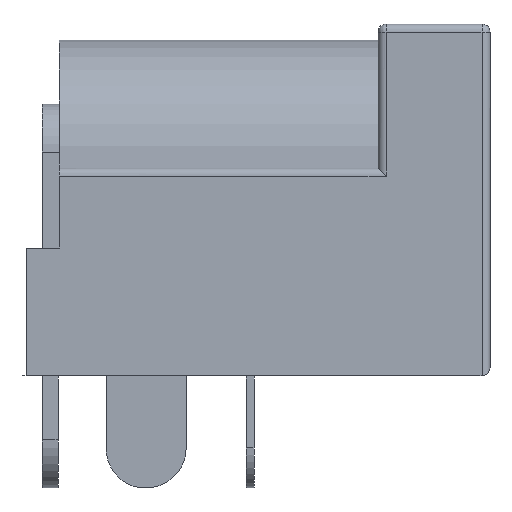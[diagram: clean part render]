
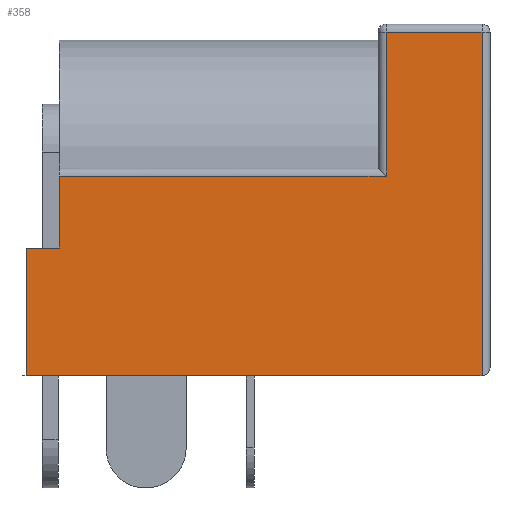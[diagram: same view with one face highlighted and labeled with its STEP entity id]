
A CAD part, front view. The second image highlights one B-rep face of the part: STEP entity #358.
In plain terms, the highlighted planar face has unit normal (0, -1, 0).
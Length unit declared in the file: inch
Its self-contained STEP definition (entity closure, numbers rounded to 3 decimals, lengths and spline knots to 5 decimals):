
#13 = EDGE_CURVE ( 'NONE', #2387, #1128, #2080, .T. ) ;
#50 = EDGE_CURVE ( 'NONE', #75, #730, #1132, .T. ) ;
#75 = VERTEX_POINT ( 'NONE', #2268 ) ;
#94 = FACE_OUTER_BOUND ( 'NONE', #1140, .T. ) ;
#131 = ORIENTED_EDGE ( 'NONE', *, *, #1420, .T. ) ;
#173 = CARTESIAN_POINT ( 'NONE',  ( 0.5315, -0.17717, 0.42323 ) ) ;
#198 = LINE ( 'NONE', #2310, #1538 ) ;
#358 = ADVANCED_FACE ( 'NONE', ( #94 ), #2002, .F. ) ;
#391 = VECTOR ( 'NONE', #1736, 39.37008 ) ;
#431 = LINE ( 'NONE', #1206, #830 ) ;
#474 = EDGE_CURVE ( 'NONE', #730, #556, #198, .T. ) ;
#549 = CARTESIAN_POINT ( 'NONE',  ( 0.01133, -0.17717, 0.15748 ) ) ;
#556 = VERTEX_POINT ( 'NONE', #549 ) ;
#598 = LINE ( 'NONE', #1176, #2161 ) ;
#635 = DIRECTION ( 'NONE',  ( -1., 0., 0. ) ) ;
#663 = EDGE_CURVE ( 'NONE', #1128, #1409, #431, .T. ) ;
#685 = CARTESIAN_POINT ( 'NONE',  ( 0.5315, -0.17717, 0. ) ) ;
#716 = CARTESIAN_POINT ( 'NONE',  ( -0.02953, -0.17717, 0.15748 ) ) ;
#724 = ORIENTED_EDGE ( 'NONE', *, *, #1374, .T. ) ;
#727 = VERTEX_POINT ( 'NONE', #1825 ) ;
#730 = VERTEX_POINT ( 'NONE', #2199 ) ;
#766 = CARTESIAN_POINT ( 'NONE',  ( -0.02953, -0.17717, 0. ) ) ;
#803 = VERTEX_POINT ( 'NONE', #766 ) ;
#830 = VECTOR ( 'NONE', #635, 39.37008 ) ;
#882 = DIRECTION ( 'NONE',  ( 0., 0., -1. ) ) ;
#990 = ORIENTED_EDGE ( 'NONE', *, *, #474, .T. ) ;
#1128 = VERTEX_POINT ( 'NONE', #173 ) ;
#1132 = LINE ( 'NONE', #1331, #391 ) ;
#1140 = EDGE_LOOP ( 'NONE', ( #724, #1502, #990, #1169, #131, #1334, #1446, #2144 ) ) ;
#1154 = VECTOR ( 'NONE', #882, 39.37008 ) ;
#1169 = ORIENTED_EDGE ( 'NONE', *, *, #2102, .T. ) ;
#1176 = CARTESIAN_POINT ( 'NONE',  ( 0.01133, -0.17717, 0.15748 ) ) ;
#1201 = VECTOR ( 'NONE', #1342, 39.37008 ) ;
#1206 = CARTESIAN_POINT ( 'NONE',  ( 0.5315, -0.17717, 0.42323 ) ) ;
#1207 = DIRECTION ( 'NONE',  ( -1., 0., 0. ) ) ;
#1305 = CARTESIAN_POINT ( 'NONE',  ( 0.41339, -0.17717, 0.42323 ) ) ;
#1331 = CARTESIAN_POINT ( 'NONE',  ( 0.41339, -0.17717, 0.24606 ) ) ;
#1334 = ORIENTED_EDGE ( 'NONE', *, *, #1772, .F. ) ;
#1342 = DIRECTION ( 'NONE',  ( 0., 0., 1. ) ) ;
#1374 = EDGE_CURVE ( 'NONE', #1409, #75, #2232, .T. ) ;
#1375 = AXIS2_PLACEMENT_3D ( 'NONE', #1666, #1482, #1989 ) ;
#1409 = VERTEX_POINT ( 'NONE', #1305 ) ;
#1420 = EDGE_CURVE ( 'NONE', #727, #803, #1701, .T. ) ;
#1442 = VECTOR ( 'NONE', #1449, 39.37008 ) ;
#1446 = ORIENTED_EDGE ( 'NONE', *, *, #13, .T. ) ;
#1449 = DIRECTION ( 'NONE',  ( 0., 0., -1. ) ) ;
#1482 = DIRECTION ( 'NONE',  ( 0., 1., 0. ) ) ;
#1502 = ORIENTED_EDGE ( 'NONE', *, *, #50, .T. ) ;
#1519 = CARTESIAN_POINT ( 'NONE',  ( 0.5315, -0.17717, 0. ) ) ;
#1538 = VECTOR ( 'NONE', #1554, 39.37008 ) ;
#1554 = DIRECTION ( 'NONE',  ( 0., 0., -1. ) ) ;
#1620 = LINE ( 'NONE', #1628, #2003 ) ;
#1628 = CARTESIAN_POINT ( 'NONE',  ( 0.5315, -0.17717, 0. ) ) ;
#1633 = CARTESIAN_POINT ( 'NONE',  ( 0.41339, -0.17717, 0.42323 ) ) ;
#1666 = CARTESIAN_POINT ( 'NONE',  ( 0.25248, -0.17717, 0.21161 ) ) ;
#1701 = LINE ( 'NONE', #716, #1154 ) ;
#1736 = DIRECTION ( 'NONE',  ( -1., 0., 0. ) ) ;
#1772 = EDGE_CURVE ( 'NONE', #2387, #803, #1620, .T. ) ;
#1825 = CARTESIAN_POINT ( 'NONE',  ( -0.02953, -0.17717, 0.15748 ) ) ;
#1989 = DIRECTION ( 'NONE',  ( 1., 0., 0. ) ) ;
#2002 = PLANE ( 'NONE',  #1375 ) ;
#2003 = VECTOR ( 'NONE', #1207, 39.37008 ) ;
#2080 = LINE ( 'NONE', #1519, #1201 ) ;
#2102 = EDGE_CURVE ( 'NONE', #556, #727, #598, .T. ) ;
#2144 = ORIENTED_EDGE ( 'NONE', *, *, #663, .T. ) ;
#2161 = VECTOR ( 'NONE', #2305, 39.37008 ) ;
#2199 = CARTESIAN_POINT ( 'NONE',  ( 0.01133, -0.17717, 0.24606 ) ) ;
#2232 = LINE ( 'NONE', #1633, #1442 ) ;
#2268 = CARTESIAN_POINT ( 'NONE',  ( 0.41339, -0.17717, 0.24606 ) ) ;
#2305 = DIRECTION ( 'NONE',  ( -1., 0., 0. ) ) ;
#2310 = CARTESIAN_POINT ( 'NONE',  ( 0.01133, -0.17717, 0.24606 ) ) ;
#2387 = VERTEX_POINT ( 'NONE', #685 ) ;
